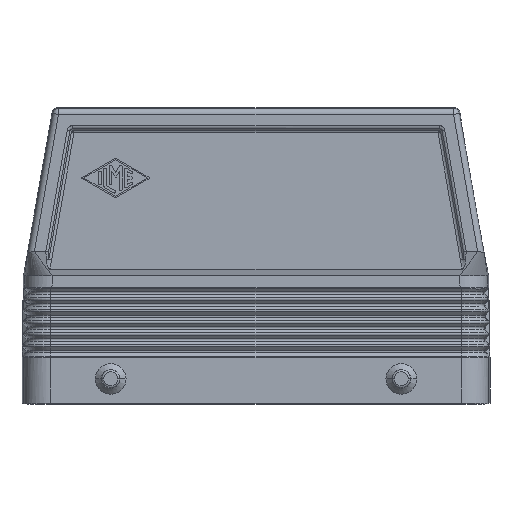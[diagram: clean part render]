
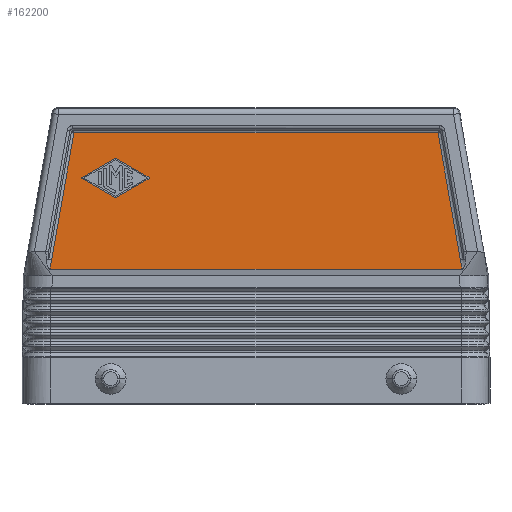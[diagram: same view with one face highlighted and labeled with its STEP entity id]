
A CAD part, front view. The second image highlights one B-rep face of the part: STEP entity #162200.
In plain terms, the highlighted face is planar.
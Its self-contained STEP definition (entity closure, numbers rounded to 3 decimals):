
#105790=CARTESIAN_POINT('',(374.083,-21.985,
37.351));
#105800=VERTEX_POINT('',#105790);
#105920=CARTESIAN_POINT('',(374.083,-22.423,
34.87));
#105930=VERTEX_POINT('',#105920);
#105960=CARTESIAN_POINT('',(374.083,-21.985,
37.351));
#105970=CARTESIAN_POINT('',(374.083,-22.058,
36.938));
#105980=CARTESIAN_POINT('',(374.083,-22.131,
36.524));
#105990=CARTESIAN_POINT('',(374.083,-22.204,
36.111));
#106000=CARTESIAN_POINT('',(374.083,-22.277,
35.697));
#106010=CARTESIAN_POINT('',(374.083,-22.35,
35.283));
#106020=CARTESIAN_POINT('',(374.083,-22.423,
34.87));
#106030=B_SPLINE_CURVE_WITH_KNOTS('',6,(#105960,#105970,#105980,#105990,
#106000,#106010,#106020),.UNSPECIFIED.,.F.,.F.,(7,7),(0.,1.),
.UNSPECIFIED.);
#106040=EDGE_CURVE('',#105800,#105930,#106030,.T.);
#107980=CARTESIAN_POINT('',(374.083,-16.265,
69.818));
#107990=VERTEX_POINT('',#107980);
#108090=CARTESIAN_POINT('',(374.083,-26.411,
12.233));
#108100=DIRECTION('',(0.,0.174,0.985));
#108110=VECTOR('',#108100,1.);
#108120=LINE('',#108090,#108110);
#108130=EDGE_CURVE('',#105800,#107990,#108120,.T.);
#108380=CARTESIAN_POINT('',(374.083,82.798,
37.351));
#108390=VERTEX_POINT('',#108380);
#108570=CARTESIAN_POINT('',(374.083,77.078,
69.818));
#108580=VERTEX_POINT('',#108570);
#108610=CARTESIAN_POINT('',(374.083,87.223,
12.233));
#108620=DIRECTION('',(0.,-0.174,0.985));
#108630=VECTOR('',#108620,1.);
#108640=LINE('',#108610,#108630);
#108650=EDGE_CURVE('',#108390,#108580,#108640,.T.);
#121180=CARTESIAN_POINT('',(374.083,83.235,
34.87));
#121190=VERTEX_POINT('',#121180);
#121330=CARTESIAN_POINT('',(374.083,83.235,
34.87));
#121340=CARTESIAN_POINT('',(374.083,83.162,
35.283));
#121350=CARTESIAN_POINT('',(374.083,83.089,
35.697));
#121360=CARTESIAN_POINT('',(374.083,83.017,
36.111));
#121370=CARTESIAN_POINT('',(374.083,82.944,
36.524));
#121380=CARTESIAN_POINT('',(374.083,82.871,
36.938));
#121390=CARTESIAN_POINT('',(374.083,82.798,
37.351));
#121400=B_SPLINE_CURVE_WITH_KNOTS('',6,(#121330,#121340,#121350,#121360,
#121370,#121380,#121390),.UNSPECIFIED.,.F.,.F.,(7,7),(0.,1.),
.UNSPECIFIED.);
#121410=EDGE_CURVE('',#121190,#108390,#121400,.T.);
#121580=CARTESIAN_POINT('',(374.083,44.373,
69.818));
#121590=DIRECTION('',(0.,1.,0.));
#121600=VECTOR('',#121590,1.);
#121610=LINE('',#121580,#121600);
#121620=EDGE_CURVE('',#107990,#108580,#121610,.T.);
#161320=CARTESIAN_POINT('',(374.083,-12.317,
48.893));
#161330=DIRECTION('',(1.,0.,0.));
#161340=DIRECTION('',(0.,1.,0.));
#161350=AXIS2_PLACEMENT_3D('',#161320,#161330,#161340);
#161360=PLANE('',#161350);
#161370=CARTESIAN_POINT('',(374.083,57.907,
58.233));
#161380=DIRECTION('',(-1.,0.,0.));
#161390=DIRECTION('',(0.,-1.,0.));
#161400=AXIS2_PLACEMENT_3D('',#161370,#161380,#161390);
#161410=CIRCLE('',#161400,0.167);
#161420=CARTESIAN_POINT('',(374.083,57.824,
58.088));
#161430=VERTEX_POINT('',#161420);
#161440=CARTESIAN_POINT('',(374.083,57.824,
58.377));
#161450=VERTEX_POINT('',#161440);
#161460=EDGE_CURVE('',#161430,#161450,#161410,.T.);
#161470=ORIENTED_EDGE('',*,*,#161460,.F.);
#161480=CARTESIAN_POINT('',(374.083,70.873,
65.836));
#161490=DIRECTION('',(0.,-0.868,-0.496));
#161500=VECTOR('',#161490,1.);
#161510=LINE('',#161480,#161500);
#161520=CARTESIAN_POINT('',(374.083,66.241,
63.188));
#161530=VERTEX_POINT('',#161520);
#161540=EDGE_CURVE('',#161530,#161450,#161510,.T.);
#161550=ORIENTED_EDGE('',*,*,#161540,.T.);
#161560=CARTESIAN_POINT('',(374.083,66.406,
62.899));
#161570=DIRECTION('',(-1.,0.,0.));
#161580=DIRECTION('',(0.,-1.,0.));
#161590=AXIS2_PLACEMENT_3D('',#161560,#161570,#161580);
#161600=CIRCLE('',#161590,0.333);
#161610=CARTESIAN_POINT('',(374.083,66.572,
63.188));
#161620=VERTEX_POINT('',#161610);
#161630=EDGE_CURVE('',#161530,#161620,#161600,.T.);
#161640=ORIENTED_EDGE('',*,*,#161630,.F.);
#161650=CARTESIAN_POINT('',(374.083,70.873,
60.73));
#161660=DIRECTION('',(0.,-0.868,0.496));
#161670=VECTOR('',#161660,1.);
#161680=LINE('',#161650,#161670);
#161690=CARTESIAN_POINT('',(374.083,74.988,
58.377));
#161700=VERTEX_POINT('',#161690);
#161710=EDGE_CURVE('',#161700,#161620,#161680,.T.);
#161720=ORIENTED_EDGE('',*,*,#161710,.T.);
#161730=CARTESIAN_POINT('',(374.083,74.905,
58.233));
#161740=DIRECTION('',(-1.,0.,0.));
#161750=DIRECTION('',(0.,-1.,0.));
#161760=AXIS2_PLACEMENT_3D('',#161730,#161740,#161750);
#161770=CIRCLE('',#161760,0.167);
#161780=CARTESIAN_POINT('',(374.083,74.988,
58.088));
#161790=VERTEX_POINT('',#161780);
#161800=EDGE_CURVE('',#161700,#161790,#161770,.T.);
#161810=ORIENTED_EDGE('',*,*,#161800,.F.);
#161820=CARTESIAN_POINT('',(374.083,70.873,
55.735));
#161830=DIRECTION('',(0.,0.868,0.496));
#161840=VECTOR('',#161830,1.);
#161850=LINE('',#161820,#161840);
#161860=CARTESIAN_POINT('',(374.083,66.572,
53.277));
#161870=VERTEX_POINT('',#161860);
#161880=EDGE_CURVE('',#161870,#161790,#161850,.T.);
#161890=ORIENTED_EDGE('',*,*,#161880,.T.);
#161900=CARTESIAN_POINT('',(374.083,66.406,
53.566));
#161910=DIRECTION('',(-1.,0.,0.));
#161920=DIRECTION('',(0.,-1.,0.));
#161930=AXIS2_PLACEMENT_3D('',#161900,#161910,#161920);
#161940=CIRCLE('',#161930,0.333);
#161950=CARTESIAN_POINT('',(374.083,66.241,
53.277));
#161960=VERTEX_POINT('',#161950);
#161970=EDGE_CURVE('',#161870,#161960,#161940,.T.);
#161980=ORIENTED_EDGE('',*,*,#161970,.F.);
#161990=CARTESIAN_POINT('',(374.083,70.873,
50.63));
#162000=DIRECTION('',(0.,0.868,-0.496));
#162010=VECTOR('',#162000,1.);
#162020=LINE('',#161990,#162010);
#162030=EDGE_CURVE('',#161430,#161960,#162020,.T.);
#162040=ORIENTED_EDGE('',*,*,#162030,.T.);
#162050=EDGE_LOOP('',(#162040,#161980,#161890,#161810,#161720,#161640,
#161550,#161470));
#162060=FACE_BOUND('',#162050,.T.);
#162070=CARTESIAN_POINT('',(374.083,44.373,
34.87));
#162080=DIRECTION('',(0.,1.,0.));
#162090=VECTOR('',#162080,1.);
#162100=LINE('',#162070,#162090);
#162110=EDGE_CURVE('',#105930,#121190,#162100,.T.);
#162120=ORIENTED_EDGE('',*,*,#162110,.F.);
#162130=ORIENTED_EDGE('',*,*,#121410,.F.);
#162140=ORIENTED_EDGE('',*,*,#108650,.F.);
#162150=ORIENTED_EDGE('',*,*,#121620,.T.);
#162160=ORIENTED_EDGE('',*,*,#108130,.T.);
#162170=ORIENTED_EDGE('',*,*,#106040,.F.);
#162180=EDGE_LOOP('',(#162170,#162160,#162150,#162140,#162130,#162120));
#162190=FACE_OUTER_BOUND('',#162180,.T.);
#162200=ADVANCED_FACE('',(#162060,#162190),#161360,.F.);
